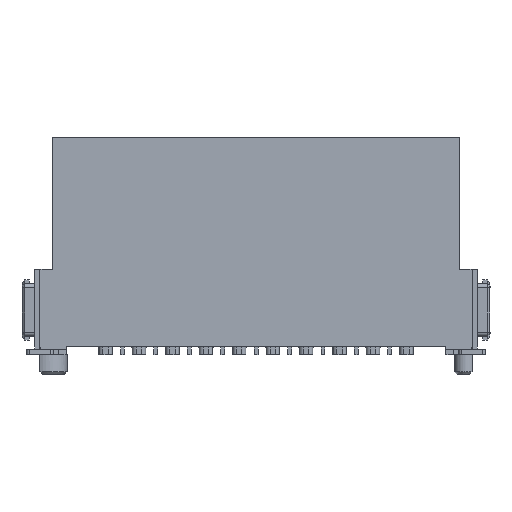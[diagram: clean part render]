
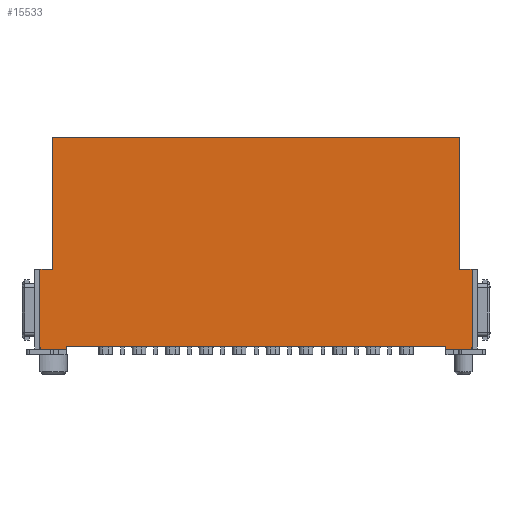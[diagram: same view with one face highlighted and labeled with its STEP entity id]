
A CAD part, front view. The second image highlights one B-rep face of the part: STEP entity #15533.
In plain terms, the highlighted planar face has unit normal (0, -1, 0).
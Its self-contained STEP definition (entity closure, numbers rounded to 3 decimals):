
#337=DIRECTION('',(1.,0.,0.));
#338=VECTOR('',#337,0.485);
#339=CARTESIAN_POINT('',(-8.21,-2.1,3.25));
#340=LINE('',#339,#338);
#393=DIRECTION('',(1.,0.,0.));
#394=VECTOR('',#393,0.485);
#395=CARTESIAN_POINT('',(7.725,-2.1,3.25));
#396=LINE('',#395,#394);
#750=DIRECTION('',(1.,0.,0.));
#751=VECTOR('',#750,14.42);
#752=CARTESIAN_POINT('',(-7.21,-2.1,0.3));
#753=LINE('',#752,#751);
#5321=DIRECTION('',(0.,0.,1.));
#5322=VECTOR('',#5321,3.05);
#5323=CARTESIAN_POINT('',(8.21,-2.1,0.2));
#5324=LINE('',#5323,#5322);
#6584=DIRECTION('',(0.,0.,1.));
#6585=VECTOR('',#6584,0.1);
#6586=CARTESIAN_POINT('',(-7.21,-2.1,0.2));
#6587=LINE('',#6586,#6585);
#6591=DIRECTION('',(1.,0.,0.));
#6592=VECTOR('',#6591,1.);
#6593=CARTESIAN_POINT('',(-8.21,-2.1,0.2));
#6594=LINE('',#6593,#6592);
#6598=DIRECTION('',(0.,0.,1.));
#6599=VECTOR('',#6598,3.05);
#6600=CARTESIAN_POINT('',(-8.21,-2.1,0.2));
#6601=LINE('',#6600,#6599);
#6605=DIRECTION('',(0.,0.,1.));
#6606=VECTOR('',#6605,5.);
#6607=CARTESIAN_POINT('',(-7.725,-2.1,3.25));
#6608=LINE('',#6607,#6606);
#6612=DIRECTION('',(1.,0.,0.));
#6613=VECTOR('',#6612,1.);
#6614=CARTESIAN_POINT('',(7.21,-2.1,0.2));
#6615=LINE('',#6614,#6613);
#6619=DIRECTION('',(0.,0.,1.));
#6620=VECTOR('',#6619,0.1);
#6621=CARTESIAN_POINT('',(7.21,-2.1,0.2));
#6622=LINE('',#6621,#6620);
#8166=DIRECTION('',(1.,0.,0.));
#8167=VECTOR('',#8166,15.45);
#8168=CARTESIAN_POINT('',(-7.725,-2.1,8.25));
#8169=LINE('',#8168,#8167);
#8271=DIRECTION('',(0.,0.,1.));
#8272=VECTOR('',#8271,5.);
#8273=CARTESIAN_POINT('',(7.725,-2.1,3.25));
#8274=LINE('',#8273,#8272);
#8467=CARTESIAN_POINT('',(8.21,-2.1,3.25));
#8469=VERTEX_POINT('',#8467);
#8472=CARTESIAN_POINT('',(-8.21,-2.1,3.25));
#8474=VERTEX_POINT('',#8472);
#8659=CARTESIAN_POINT('',(-7.725,-2.1,8.25));
#8660=CARTESIAN_POINT('',(7.725,-2.1,8.25));
#8661=VERTEX_POINT('',#8659);
#8662=VERTEX_POINT('',#8660);
#8667=CARTESIAN_POINT('',(-7.725,-2.1,3.25));
#8668=VERTEX_POINT('',#8667);
#8669=CARTESIAN_POINT('',(7.725,-2.1,3.25));
#8670=VERTEX_POINT('',#8669);
#8696=CARTESIAN_POINT('',(8.21,-2.1,0.2));
#8698=VERTEX_POINT('',#8696);
#8710=CARTESIAN_POINT('',(-8.21,-2.1,0.2));
#8712=VERTEX_POINT('',#8710);
#9193=CARTESIAN_POINT('',(7.21,-2.1,0.2));
#9194=VERTEX_POINT('',#9193);
#9751=CARTESIAN_POINT('',(-7.21,-2.1,0.3));
#9752=CARTESIAN_POINT('',(7.21,-2.1,0.3));
#9753=VERTEX_POINT('',#9751);
#9754=VERTEX_POINT('',#9752);
#9839=CARTESIAN_POINT('',(-7.21,-2.1,0.2));
#9840=VERTEX_POINT('',#9839);
#15510=CARTESIAN_POINT('',(-8.21,-2.1,0.));
#15511=DIRECTION('',(0.,-1.,0.));
#15512=DIRECTION('',(1.,0.,0.));
#15513=AXIS2_PLACEMENT_3D('',#15510,#15511,#15512);
#15514=PLANE('',#15513);
#15515=ORIENTED_EDGE('',*,*,#10423,.F.);
#15516=ORIENTED_EDGE('',*,*,#10268,.F.);
#15517=ORIENTED_EDGE('',*,*,#14320,.F.);
#15519=ORIENTED_EDGE('',*,*,#15518,.T.);
#15520=ORIENTED_EDGE('',*,*,#10330,.T.);
#15521=ORIENTED_EDGE('',*,*,#10374,.T.);
#15523=ORIENTED_EDGE('',*,*,#15522,.T.);
#15525=ORIENTED_EDGE('',*,*,#15524,.F.);
#15526=ORIENTED_EDGE('',*,*,#10358,.T.);
#15527=ORIENTED_EDGE('',*,*,#14365,.F.);
#15528=ORIENTED_EDGE('',*,*,#14335,.F.);
#15530=ORIENTED_EDGE('',*,*,#15529,.T.);
#15531=EDGE_LOOP('',(#15515,#15516,#15517,#15519,#15520,#15521,#15523,#15525,
#15526,#15527,#15528,#15530));
#15532=FACE_OUTER_BOUND('',#15531,.F.);
#15533=ADVANCED_FACE('',(#15532),#15514,.T.);
#10268=EDGE_CURVE('',#9840,#9753,#6587,.T.);
#10330=EDGE_CURVE('',#8474,#8668,#340,.T.);
#10358=EDGE_CURVE('',#8670,#8469,#396,.T.);
#10374=EDGE_CURVE('',#8668,#8661,#6608,.T.);
#10423=EDGE_CURVE('',#9753,#9754,#753,.T.);
#14320=EDGE_CURVE('',#8712,#9840,#6594,.T.);
#14335=EDGE_CURVE('',#9194,#8698,#6615,.T.);
#14365=EDGE_CURVE('',#8698,#8469,#5324,.T.);
#15518=EDGE_CURVE('',#8712,#8474,#6601,.T.);
#15522=EDGE_CURVE('',#8661,#8662,#8169,.T.);
#15524=EDGE_CURVE('',#8670,#8662,#8274,.T.);
#15529=EDGE_CURVE('',#9194,#9754,#6622,.T.);
